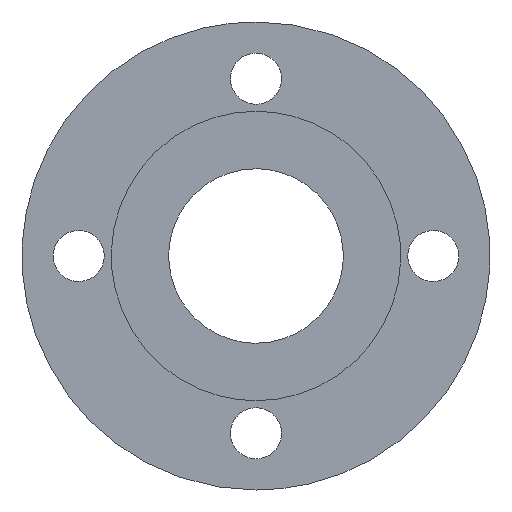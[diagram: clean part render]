
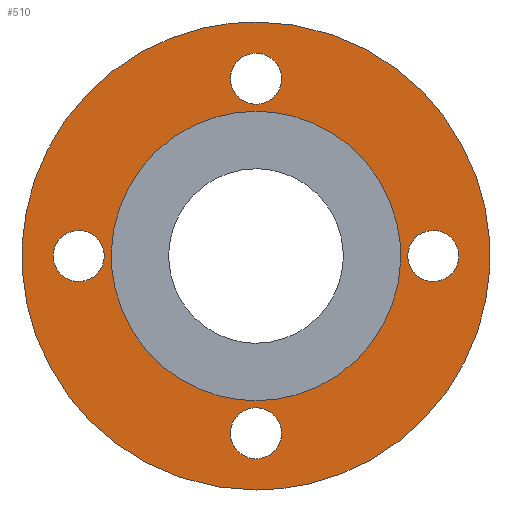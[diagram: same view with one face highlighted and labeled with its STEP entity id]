
A CAD part, left-side view. The second image highlights one B-rep face of the part: STEP entity #510.
In plain terms, the highlighted free-form (B-spline) face has degree [1, 1] with [2, 2] control points.
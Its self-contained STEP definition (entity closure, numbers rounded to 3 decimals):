
#119 = VERTEX_POINT('',#120);
#120 = CARTESIAN_POINT('',(0.,0.,62.327));
#125 = EDGE_CURVE('',#119,#126,#128,.T.);
#126 = VERTEX_POINT('',#127);
#127 = CARTESIAN_POINT('',(0.,0.,-62.327));
#128 = ( BOUNDED_CURVE() B_SPLINE_CURVE(2,(#129,#130,#131,#132,#133),
.UNSPECIFIED.,.F.,.F.) B_SPLINE_CURVE_WITH_KNOTS((3,2,3),(3.142,
4.712,6.283),.PIECEWISE_BEZIER_KNOTS.) CURVE() 
GEOMETRIC_REPRESENTATION_ITEM() RATIONAL_B_SPLINE_CURVE((1.,
0.707,1.,0.707,1.)) REPRESENTATION_ITEM('') );
#129 = CARTESIAN_POINT('',(0.,0.,62.327));
#130 = CARTESIAN_POINT('',(0.,62.327,62.327));
#131 = CARTESIAN_POINT('',(0.,62.327,0.));
#132 = CARTESIAN_POINT('',(0.,62.327,-62.327));
#133 = CARTESIAN_POINT('',(0.,0.,-62.327));
#157 = VERTEX_POINT('',#158);
#158 = CARTESIAN_POINT('',(0.,-76.381,10.999));
#163 = EDGE_CURVE('',#157,#164,#166,.T.);
#164 = VERTEX_POINT('',#165);
#165 = CARTESIAN_POINT('',(0.,-76.381,-10.999));
#166 = ( BOUNDED_CURVE() B_SPLINE_CURVE(2,(#167,#168,#169,#170,#171),
.UNSPECIFIED.,.F.,.F.) B_SPLINE_CURVE_WITH_KNOTS((3,2,3),(3.142,
4.712,6.283),.PIECEWISE_BEZIER_KNOTS.) CURVE() 
GEOMETRIC_REPRESENTATION_ITEM() RATIONAL_B_SPLINE_CURVE((1.,
0.707,1.,0.707,1.)) REPRESENTATION_ITEM('') );
#167 = CARTESIAN_POINT('',(0.,-76.381,10.999));
#168 = CARTESIAN_POINT('',(0.,-87.38,10.999));
#169 = CARTESIAN_POINT('',(0.,-87.38,0.));
#170 = CARTESIAN_POINT('',(0.,-87.38,-10.999));
#171 = CARTESIAN_POINT('',(0.,-76.381,-10.999));
#205 = VERTEX_POINT('',#206);
#206 = CARTESIAN_POINT('',(0.,0.,-65.382));
#211 = EDGE_CURVE('',#205,#212,#214,.T.);
#212 = VERTEX_POINT('',#213);
#213 = CARTESIAN_POINT('',(0.,0.,-87.38));
#214 = ( BOUNDED_CURVE() B_SPLINE_CURVE(2,(#215,#216,#217,#218,#219),
.UNSPECIFIED.,.F.,.F.) B_SPLINE_CURVE_WITH_KNOTS((3,2,3),(3.142,
4.712,6.283),.PIECEWISE_BEZIER_KNOTS.) CURVE() 
GEOMETRIC_REPRESENTATION_ITEM() RATIONAL_B_SPLINE_CURVE((1.,
0.707,1.,0.707,1.)) REPRESENTATION_ITEM('') );
#215 = CARTESIAN_POINT('',(0.,0.,-65.382));
#216 = CARTESIAN_POINT('',(0.,-10.999,-65.382));
#217 = CARTESIAN_POINT('',(0.,-10.999,-76.381));
#218 = CARTESIAN_POINT('',(0.,-10.999,-87.38));
#219 = CARTESIAN_POINT('',(0.,0.,-87.38));
#253 = VERTEX_POINT('',#254);
#254 = CARTESIAN_POINT('',(0.,76.381,10.999));
#259 = EDGE_CURVE('',#253,#260,#262,.T.);
#260 = VERTEX_POINT('',#261);
#261 = CARTESIAN_POINT('',(0.,76.381,-10.999));
#262 = ( BOUNDED_CURVE() B_SPLINE_CURVE(2,(#263,#264,#265,#266,#267),
.UNSPECIFIED.,.F.,.F.) B_SPLINE_CURVE_WITH_KNOTS((3,2,3),(3.142,
4.712,6.283),.PIECEWISE_BEZIER_KNOTS.) CURVE() 
GEOMETRIC_REPRESENTATION_ITEM() RATIONAL_B_SPLINE_CURVE((1.,
0.707,1.,0.707,1.)) REPRESENTATION_ITEM('') );
#263 = CARTESIAN_POINT('',(0.,76.381,10.999));
#264 = CARTESIAN_POINT('',(0.,65.382,10.999));
#265 = CARTESIAN_POINT('',(0.,65.382,0.));
#266 = CARTESIAN_POINT('',(0.,65.382,-10.999));
#267 = CARTESIAN_POINT('',(0.,76.381,-10.999));
#301 = VERTEX_POINT('',#302);
#302 = CARTESIAN_POINT('',(0.,0.,87.38));
#307 = EDGE_CURVE('',#301,#308,#310,.T.);
#308 = VERTEX_POINT('',#309);
#309 = CARTESIAN_POINT('',(0.,0.,65.382));
#310 = ( BOUNDED_CURVE() B_SPLINE_CURVE(2,(#311,#312,#313,#314,#315),
.UNSPECIFIED.,.F.,.F.) B_SPLINE_CURVE_WITH_KNOTS((3,2,3),(3.142,
4.712,6.283),.PIECEWISE_BEZIER_KNOTS.) CURVE() 
GEOMETRIC_REPRESENTATION_ITEM() RATIONAL_B_SPLINE_CURVE((1.,
0.707,1.,0.707,1.)) REPRESENTATION_ITEM('') );
#311 = CARTESIAN_POINT('',(0.,0.,87.38));
#312 = CARTESIAN_POINT('',(0.,-10.999,87.38));
#313 = CARTESIAN_POINT('',(0.,-10.999,76.381));
#314 = CARTESIAN_POINT('',(0.,-10.999,65.382));
#315 = CARTESIAN_POINT('',(0.,0.,65.382));
#407 = VERTEX_POINT('',#408);
#408 = CARTESIAN_POINT('',(0.,0.,-100.823));
#413 = EDGE_CURVE('',#407,#414,#416,.T.);
#414 = VERTEX_POINT('',#415);
#415 = CARTESIAN_POINT('',(0.,0.,100.823));
#416 = ( BOUNDED_CURVE() B_SPLINE_CURVE(2,(#417,#418,#419,#420,#421),
.UNSPECIFIED.,.F.,.F.) B_SPLINE_CURVE_WITH_KNOTS((3,2,3),(0.,
1.571,3.142),.PIECEWISE_BEZIER_KNOTS.) CURVE() 
GEOMETRIC_REPRESENTATION_ITEM() RATIONAL_B_SPLINE_CURVE((1.,
0.707,1.,0.707,1.)) REPRESENTATION_ITEM('') );
#417 = CARTESIAN_POINT('',(0.,0.,-100.823));
#418 = CARTESIAN_POINT('',(0.,100.823,-100.823));
#419 = CARTESIAN_POINT('',(0.,100.823,0.));
#420 = CARTESIAN_POINT('',(0.,100.823,100.823));
#421 = CARTESIAN_POINT('',(0.,0.,100.823));
#510 = ADVANCED_FACE('',(#511,#522,#533,#544,#555,#566),#577,.F.);
#511 = FACE_BOUND('',#512,.T.);
#512 = EDGE_LOOP('',(#513,#514));
#513 = ORIENTED_EDGE('',*,*,#163,.T.);
#514 = ORIENTED_EDGE('',*,*,#515,.T.);
#515 = EDGE_CURVE('',#164,#157,#516,.T.);
#516 = ( BOUNDED_CURVE() B_SPLINE_CURVE(2,(#517,#518,#519,#520,#521),
.UNSPECIFIED.,.F.,.F.) B_SPLINE_CURVE_WITH_KNOTS((3,2,3),(0.,
1.571,3.142),.PIECEWISE_BEZIER_KNOTS.) CURVE() 
GEOMETRIC_REPRESENTATION_ITEM() RATIONAL_B_SPLINE_CURVE((1.,
0.707,1.,0.707,1.)) REPRESENTATION_ITEM('') );
#517 = CARTESIAN_POINT('',(0.,-76.381,-10.999));
#518 = CARTESIAN_POINT('',(0.,-65.382,-10.999));
#519 = CARTESIAN_POINT('',(0.,-65.382,0.));
#520 = CARTESIAN_POINT('',(0.,-65.382,10.999));
#521 = CARTESIAN_POINT('',(0.,-76.381,10.999));
#522 = FACE_BOUND('',#523,.T.);
#523 = EDGE_LOOP('',(#524,#525));
#524 = ORIENTED_EDGE('',*,*,#211,.T.);
#525 = ORIENTED_EDGE('',*,*,#526,.T.);
#526 = EDGE_CURVE('',#212,#205,#527,.T.);
#527 = ( BOUNDED_CURVE() B_SPLINE_CURVE(2,(#528,#529,#530,#531,#532),
.UNSPECIFIED.,.F.,.F.) B_SPLINE_CURVE_WITH_KNOTS((3,2,3),(0.,
1.571,3.142),.PIECEWISE_BEZIER_KNOTS.) CURVE() 
GEOMETRIC_REPRESENTATION_ITEM() RATIONAL_B_SPLINE_CURVE((1.,
0.707,1.,0.707,1.)) REPRESENTATION_ITEM('') );
#528 = CARTESIAN_POINT('',(0.,0.,-87.38));
#529 = CARTESIAN_POINT('',(0.,10.999,-87.38));
#530 = CARTESIAN_POINT('',(0.,10.999,-76.381));
#531 = CARTESIAN_POINT('',(0.,10.999,-65.382));
#532 = CARTESIAN_POINT('',(0.,0.,-65.382));
#533 = FACE_BOUND('',#534,.T.);
#534 = EDGE_LOOP('',(#535,#536));
#535 = ORIENTED_EDGE('',*,*,#259,.T.);
#536 = ORIENTED_EDGE('',*,*,#537,.T.);
#537 = EDGE_CURVE('',#260,#253,#538,.T.);
#538 = ( BOUNDED_CURVE() B_SPLINE_CURVE(2,(#539,#540,#541,#542,#543),
.UNSPECIFIED.,.F.,.F.) B_SPLINE_CURVE_WITH_KNOTS((3,2,3),(0.,
1.571,3.142),.PIECEWISE_BEZIER_KNOTS.) CURVE() 
GEOMETRIC_REPRESENTATION_ITEM() RATIONAL_B_SPLINE_CURVE((1.,
0.707,1.,0.707,1.)) REPRESENTATION_ITEM('') );
#539 = CARTESIAN_POINT('',(0.,76.381,-10.999));
#540 = CARTESIAN_POINT('',(0.,87.38,-10.999));
#541 = CARTESIAN_POINT('',(0.,87.38,0.));
#542 = CARTESIAN_POINT('',(0.,87.38,10.999));
#543 = CARTESIAN_POINT('',(0.,76.381,10.999));
#544 = FACE_BOUND('',#545,.T.);
#545 = EDGE_LOOP('',(#546,#547));
#546 = ORIENTED_EDGE('',*,*,#307,.T.);
#547 = ORIENTED_EDGE('',*,*,#548,.T.);
#548 = EDGE_CURVE('',#308,#301,#549,.T.);
#549 = ( BOUNDED_CURVE() B_SPLINE_CURVE(2,(#550,#551,#552,#553,#554),
.UNSPECIFIED.,.F.,.F.) B_SPLINE_CURVE_WITH_KNOTS((3,2,3),(0.,
1.571,3.142),.PIECEWISE_BEZIER_KNOTS.) CURVE() 
GEOMETRIC_REPRESENTATION_ITEM() RATIONAL_B_SPLINE_CURVE((1.,
0.707,1.,0.707,1.)) REPRESENTATION_ITEM('') );
#550 = CARTESIAN_POINT('',(0.,0.,65.382));
#551 = CARTESIAN_POINT('',(0.,10.999,65.382));
#552 = CARTESIAN_POINT('',(0.,10.999,76.381));
#553 = CARTESIAN_POINT('',(0.,10.999,87.38));
#554 = CARTESIAN_POINT('',(0.,0.,87.38));
#555 = FACE_BOUND('',#556,.T.);
#556 = EDGE_LOOP('',(#557,#565));
#557 = ORIENTED_EDGE('',*,*,#558,.F.);
#558 = EDGE_CURVE('',#414,#407,#559,.T.);
#559 = ( BOUNDED_CURVE() B_SPLINE_CURVE(2,(#560,#561,#562,#563,#564),
.UNSPECIFIED.,.F.,.F.) B_SPLINE_CURVE_WITH_KNOTS((3,2,3),(3.142,
4.712,6.283),.PIECEWISE_BEZIER_KNOTS.) CURVE() 
GEOMETRIC_REPRESENTATION_ITEM() RATIONAL_B_SPLINE_CURVE((1.,
0.707,1.,0.707,1.)) REPRESENTATION_ITEM('') );
#560 = CARTESIAN_POINT('',(0.,0.,100.823));
#561 = CARTESIAN_POINT('',(0.,-100.823,100.823));
#562 = CARTESIAN_POINT('',(0.,-100.823,0.));
#563 = CARTESIAN_POINT('',(0.,-100.823,-100.823));
#564 = CARTESIAN_POINT('',(0.,0.,-100.823));
#565 = ORIENTED_EDGE('',*,*,#413,.F.);
#566 = FACE_BOUND('',#567,.T.);
#567 = EDGE_LOOP('',(#568,#576));
#568 = ORIENTED_EDGE('',*,*,#569,.F.);
#569 = EDGE_CURVE('',#126,#119,#570,.T.);
#570 = ( BOUNDED_CURVE() B_SPLINE_CURVE(2,(#571,#572,#573,#574,#575),
.UNSPECIFIED.,.F.,.F.) B_SPLINE_CURVE_WITH_KNOTS((3,2,3),(0.,
1.571,3.142),.PIECEWISE_BEZIER_KNOTS.) CURVE() 
GEOMETRIC_REPRESENTATION_ITEM() RATIONAL_B_SPLINE_CURVE((1.,
0.707,1.,0.707,1.)) REPRESENTATION_ITEM('') );
#571 = CARTESIAN_POINT('',(0.,0.,-62.327));
#572 = CARTESIAN_POINT('',(0.,-62.327,-62.327));
#573 = CARTESIAN_POINT('',(0.,-62.327,0.));
#574 = CARTESIAN_POINT('',(0.,-62.327,62.327));
#575 = CARTESIAN_POINT('',(0.,0.,62.327));
#576 = ORIENTED_EDGE('',*,*,#125,.F.);
#577 = B_SPLINE_SURFACE_WITH_KNOTS('',1,1,(
    (#578,#579)
    ,(#580,#581
    )),.UNSPECIFIED.,.F.,.F.,.F.,(2,2),(2,2),(-82.5,82.5),(-82.5,82.5),
  .PIECEWISE_BEZIER_KNOTS.);
#578 = CARTESIAN_POINT('',(0.,-100.823,100.823));
#579 = CARTESIAN_POINT('',(0.,100.823,100.823));
#580 = CARTESIAN_POINT('',(0.,-100.823,-100.823));
#581 = CARTESIAN_POINT('',(0.,100.823,-100.823));
